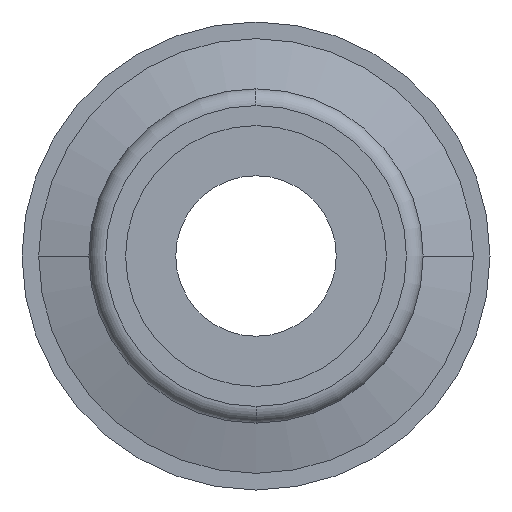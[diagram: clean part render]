
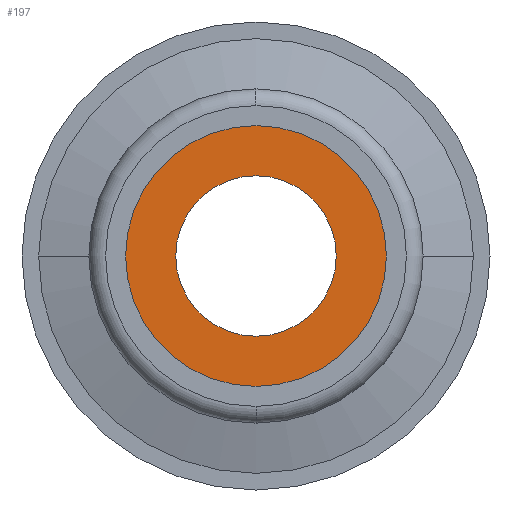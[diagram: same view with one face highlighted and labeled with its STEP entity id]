
A CAD part, front view. The second image highlights one B-rep face of the part: STEP entity #197.
In plain terms, the highlighted planar face has unit normal (0, -1, 0).
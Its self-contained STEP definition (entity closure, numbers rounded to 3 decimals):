
#197=ADVANCED_FACE('',(#399,#400),#401,.F.);
#399=FACE_BOUND('',#594,.T.);
#400=FACE_OUTER_BOUND('',#595,.T.);
#401=PLANE('',#596);
#594=EDGE_LOOP('',(#1072,#1073));
#595=EDGE_LOOP('',(#1074,#1075));
#596=AXIS2_PLACEMENT_3D('',#1076,#1077,#1078);
#1072=ORIENTED_EDGE('',*,*,#1227,.F.);
#1073=ORIENTED_EDGE('',*,*,#1198,.F.);
#1074=ORIENTED_EDGE('',*,*,#1266,.F.);
#1075=ORIENTED_EDGE('',*,*,#1260,.F.);
#1076=CARTESIAN_POINT('',(0.0,26.0,0.0));
#1077=DIRECTION('',(-0.0,1.0,0.0));
#1078=DIRECTION('',(1.0,0.0,0.0));
#1198=EDGE_CURVE('',#1441,#1443,#1444,.T.);
#1227=EDGE_CURVE('',#1443,#1441,#1482,.T.);
#1260=EDGE_CURVE('',#1519,#1517,#1521,.T.);
#1266=EDGE_CURVE('',#1517,#1519,#1527,.T.);
#1441=VERTEX_POINT('',#1730);
#1443=VERTEX_POINT('',#1733);
#1444=CIRCLE('',#1734,2.4);
#1482=CIRCLE('',#1779,2.4);
#1517=VERTEX_POINT('',#1816);
#1519=VERTEX_POINT('',#1819);
#1521=CIRCLE('',#1822,3.9);
#1527=CIRCLE('',#1830,3.9);
#1730=CARTESIAN_POINT('',(2.4,26.0,0.));
#1733=CARTESIAN_POINT('',(-2.4,26.0,0.));
#1734=AXIS2_PLACEMENT_3D('',#2029,#2030,#2031);
#1779=AXIS2_PLACEMENT_3D('',#2075,#2076,#2077);
#1816=CARTESIAN_POINT('',(3.9,26.0,0.0));
#1819=CARTESIAN_POINT('',(-3.9,26.0,0.));
#1822=AXIS2_PLACEMENT_3D('',#2118,#2119,#2120);
#1830=AXIS2_PLACEMENT_3D('',#2123,#2124,#2125);
#2029=CARTESIAN_POINT('',(0.0,26.0,0.0));
#2030=DIRECTION('',(0.0,-1.0,0.0));
#2031=DIRECTION('',(1.0,0.0,0.0));
#2075=CARTESIAN_POINT('',(0.0,26.0,0.0));
#2076=DIRECTION('',(0.0,-1.0,0.0));
#2077=DIRECTION('',(1.0,0.0,0.0));
#2118=CARTESIAN_POINT('',(0.0,26.0,0.0));
#2119=DIRECTION('',(-0.0,1.0,0.0));
#2120=DIRECTION('',(1.0,0.0,0.0));
#2123=CARTESIAN_POINT('',(0.0,26.0,0.0));
#2124=DIRECTION('',(-0.0,1.0,0.0));
#2125=DIRECTION('',(1.0,0.0,0.0));
